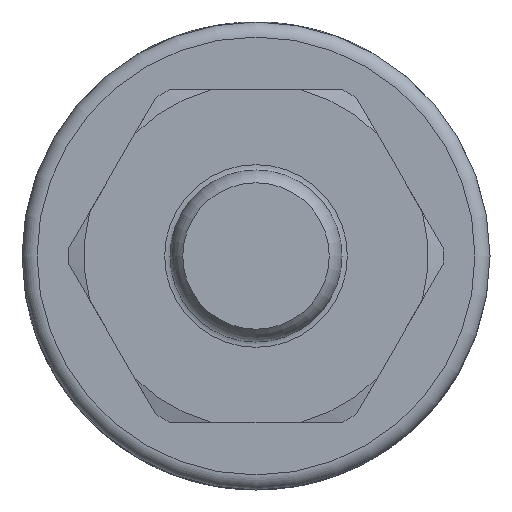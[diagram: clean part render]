
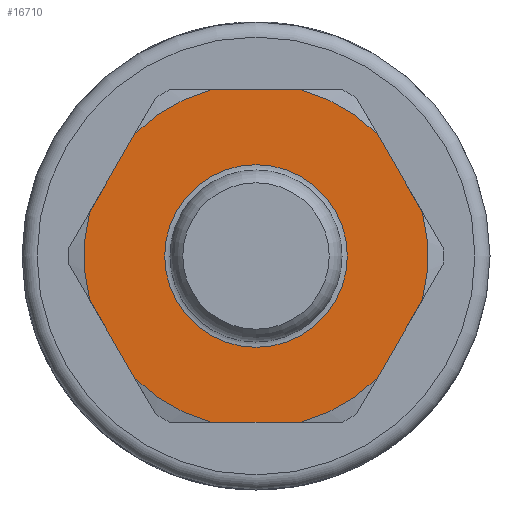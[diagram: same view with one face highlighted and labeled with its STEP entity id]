
A CAD part, left-side view. The second image highlights one B-rep face of the part: STEP entity #16710.
In plain terms, the highlighted planar face has unit normal (-1, 0, 0).
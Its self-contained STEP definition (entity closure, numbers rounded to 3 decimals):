
#57=FACE_BOUND($,#4348,.T.);
#205=CIRCLE($,#17628,6.05);
#206=CIRCLE($,#17630,11.4);
#221=CIRCLE($,#17655,11.4);
#222=CIRCLE($,#17657,11.4);
#223=CIRCLE($,#17659,11.4);
#224=CIRCLE($,#17661,11.4);
#225=CIRCLE($,#17663,11.4);
#925=LINE($,#28787,#1951);
#935=LINE($,#28863,#1961);
#936=LINE($,#28864,#1962);
#937=LINE($,#28865,#1963);
#938=LINE($,#28866,#1964);
#939=LINE($,#28867,#1965);
#1951=VECTOR($,#18601,5.987);
#1961=VECTOR($,#18653,5.987);
#1962=VECTOR($,#18654,5.987);
#1963=VECTOR($,#18655,5.987);
#1964=VECTOR($,#18656,5.987);
#1965=VECTOR($,#18657,5.987);
#2955=PLANE($,#17664);
#3429=FACE_OUTER_BOUND($,#4347,.T.);
#4347=EDGE_LOOP($,(#11039,#11040,#11041,#11042,#11043,#11044,#11045,#11046,
#11047,#11048,#11049,#11050));
#4348=EDGE_LOOP($,(#11051));
#6574=VERTEX_POINT($,#28720);
#6576=VERTEX_POINT($,#28724);
#6577=VERTEX_POINT($,#28728);
#6594=VERTEX_POINT($,#28782);
#6604=VERTEX_POINT($,#28817);
#6605=VERTEX_POINT($,#28821);
#6606=VERTEX_POINT($,#28827);
#6607=VERTEX_POINT($,#28831);
#6608=VERTEX_POINT($,#28837);
#6609=VERTEX_POINT($,#28841);
#6610=VERTEX_POINT($,#28847);
#6611=VERTEX_POINT($,#28851);
#6612=VERTEX_POINT($,#28857);
#8301=EDGE_CURVE($,#6574,#6574,#205,.T.);
#8303=EDGE_CURVE($,#6577,#6576,#206,.T.);
#8324=EDGE_CURVE($,#6594,#6577,#925,.T.);
#8341=EDGE_CURVE($,#6604,#6605,#221,.T.);
#8344=EDGE_CURVE($,#6606,#6607,#222,.T.);
#8347=EDGE_CURVE($,#6608,#6609,#223,.T.);
#8350=EDGE_CURVE($,#6610,#6611,#224,.T.);
#8352=EDGE_CURVE($,#6612,#6594,#225,.T.);
#8353=EDGE_CURVE($,#6576,#6604,#935,.T.);
#8354=EDGE_CURVE($,#6605,#6606,#936,.T.);
#8355=EDGE_CURVE($,#6607,#6608,#937,.T.);
#8356=EDGE_CURVE($,#6609,#6610,#938,.T.);
#8357=EDGE_CURVE($,#6611,#6612,#939,.T.);
#11039=ORIENTED_EDGE($,*,*,#8353,.T.);
#11040=ORIENTED_EDGE($,*,*,#8341,.T.);
#11041=ORIENTED_EDGE($,*,*,#8354,.T.);
#11042=ORIENTED_EDGE($,*,*,#8344,.T.);
#11043=ORIENTED_EDGE($,*,*,#8355,.T.);
#11044=ORIENTED_EDGE($,*,*,#8347,.T.);
#11045=ORIENTED_EDGE($,*,*,#8356,.T.);
#11046=ORIENTED_EDGE($,*,*,#8350,.T.);
#11047=ORIENTED_EDGE($,*,*,#8357,.T.);
#11048=ORIENTED_EDGE($,*,*,#8352,.T.);
#11049=ORIENTED_EDGE($,*,*,#8324,.T.);
#11050=ORIENTED_EDGE($,*,*,#8303,.T.);
#11051=ORIENTED_EDGE($,*,*,#8301,.F.);
#16710=ADVANCED_FACE($,(#3429,#57),#2955,.T.);
#17628=AXIS2_PLACEMENT_3D($,#28721,#18566,#18567);
#17630=AXIS2_PLACEMENT_3D($,#28729,#18570,#18571);
#17655=AXIS2_PLACEMENT_3D($,#28825,#18633,#18634);
#17657=AXIS2_PLACEMENT_3D($,#28835,#18637,#18638);
#17659=AXIS2_PLACEMENT_3D($,#28845,#18641,#18642);
#17661=AXIS2_PLACEMENT_3D($,#28855,#18645,#18646);
#17663=AXIS2_PLACEMENT_3D($,#28861,#18649,#18650);
#17664=AXIS2_PLACEMENT_3D($,#28862,#18651,#18652);
#18566=DIRECTION('center_axis',(-1.,0.,0.));
#18567=DIRECTION('ref_axis',(0.,0.,-1.));
#18570=DIRECTION('center_axis',(-1.,0.,0.));
#18571=DIRECTION('ref_axis',(0.,0.,-1.));
#18601=DIRECTION($,(0.,1.,0.));
#18633=DIRECTION('center_axis',(-1.,0.,0.));
#18634=DIRECTION('ref_axis',(0.,0.,-1.));
#18637=DIRECTION('center_axis',(-1.,0.,0.));
#18638=DIRECTION('ref_axis',(0.,0.,-1.));
#18641=DIRECTION('center_axis',(-1.,0.,0.));
#18642=DIRECTION('ref_axis',(0.,0.,-1.));
#18645=DIRECTION('center_axis',(-1.,0.,0.));
#18646=DIRECTION('ref_axis',(0.,0.,-1.));
#18649=DIRECTION('center_axis',(-1.,0.,0.));
#18650=DIRECTION('ref_axis',(0.,0.,-1.));
#18651=DIRECTION('center_axis',(-1.,0.,0.));
#18652=DIRECTION('ref_axis',(0.,0.,-1.));
#18653=DIRECTION($,(0.,0.5,-0.866));
#18654=DIRECTION($,(0.,-0.5,-0.866));
#18655=DIRECTION($,(0.,-1.,0.));
#18656=DIRECTION($,(0.,-0.5,0.866));
#18657=DIRECTION($,(0.,0.5,0.866));
#28720=CARTESIAN_POINT('',(-27.,6.05,0.));
#28721=CARTESIAN_POINT('Origin',(-27.,0.,0.));
#28724=CARTESIAN_POINT('',(-27.,8.03,8.092));
#28728=CARTESIAN_POINT('',(-27.,2.993,11.));
#28729=CARTESIAN_POINT('Origin',(-27.,0.,0.));
#28782=CARTESIAN_POINT('',(-27.,-2.993,11.));
#28787=CARTESIAN_POINT($,(-27.,0.163,11.));
#28817=CARTESIAN_POINT('',(-27.,11.023,2.908));
#28821=CARTESIAN_POINT('',(-27.,11.023,-2.908));
#28825=CARTESIAN_POINT('Origin',(-27.,0.,0.));
#28827=CARTESIAN_POINT('',(-27.,8.03,-8.092));
#28831=CARTESIAN_POINT('',(-27.,2.993,-11.));
#28835=CARTESIAN_POINT('Origin',(-27.,0.,0.));
#28837=CARTESIAN_POINT('',(-27.,-2.993,-11.));
#28841=CARTESIAN_POINT('',(-27.,-8.03,-8.092));
#28845=CARTESIAN_POINT('Origin',(-27.,0.,0.));
#28847=CARTESIAN_POINT('',(-27.,-11.023,-2.908));
#28851=CARTESIAN_POINT('',(-27.,-11.023,2.908));
#28855=CARTESIAN_POINT('Origin',(-27.,0.,0.));
#28857=CARTESIAN_POINT('',(-27.,-8.03,8.092));
#28861=CARTESIAN_POINT('Origin',(-27.,0.,0.));
#28862=CARTESIAN_POINT('Origin',(-27.,6.05,0.));
#28863=CARTESIAN_POINT($,(-27.,8.852,6.669));
#28864=CARTESIAN_POINT($,(-27.,11.713,-1.712));
#28865=CARTESIAN_POINT($,(-27.,5.887,-11.));
#28866=CARTESIAN_POINT($,(-27.,-7.339,-9.288));
#28867=CARTESIAN_POINT($,(-27.,-10.201,4.331));
